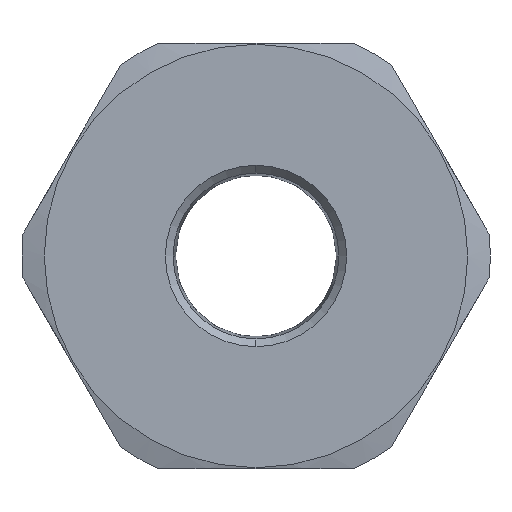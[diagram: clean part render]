
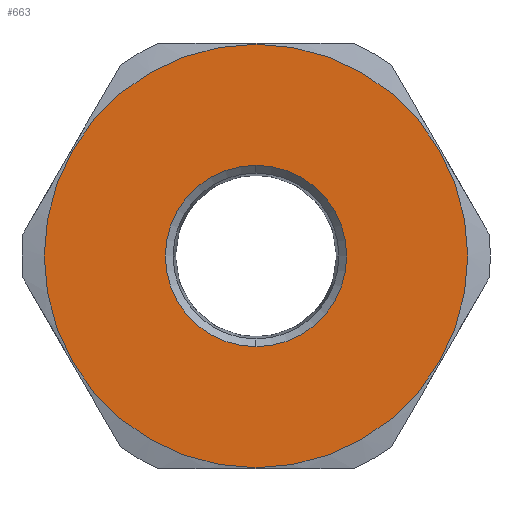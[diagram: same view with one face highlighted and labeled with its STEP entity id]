
A CAD part, left-side view. The second image highlights one B-rep face of the part: STEP entity #663.
In plain terms, the highlighted planar face has unit normal (-1, 0, 0).
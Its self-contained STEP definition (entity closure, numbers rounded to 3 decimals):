
#17 = CARTESIAN_POINT ( 'NONE',  ( 0., 0., 49.15 ) ) ;
#99 = DIRECTION ( 'NONE',  ( 1., 0., 0. ) ) ;
#129 = DIRECTION ( 'NONE',  ( 0., 0., -1. ) ) ;
#141 = AXIS2_PLACEMENT_3D ( 'NONE', #633, #551, #1056 ) ;
#167 = DIRECTION ( 'NONE',  ( -1., 0., 0. ) ) ;
#173 = DIRECTION ( 'NONE',  ( 0., 0., -1. ) ) ;
#176 = EDGE_LOOP ( 'NONE', ( #231, #915 ) ) ;
#179 = DIRECTION ( 'NONE',  ( 1., 0., 0. ) ) ;
#196 = ORIENTED_EDGE ( 'NONE', *, *, #223, .T. ) ;
#223 = EDGE_CURVE ( 'NONE', #538, #900, #623, .T. ) ;
#231 = ORIENTED_EDGE ( 'NONE', *, *, #755, .T. ) ;
#263 = CIRCLE ( 'NONE', #895, 49.15 ) ;
#346 = CARTESIAN_POINT ( 'NONE',  ( 0., 0., 0. ) ) ;
#382 = FACE_BOUND ( 'NONE', #176, .T. ) ;
#433 = CARTESIAN_POINT ( 'NONE',  ( 0., 0., 0. ) ) ;
#439 = AXIS2_PLACEMENT_3D ( 'NONE', #662, #1078, #129 ) ;
#518 = EDGE_CURVE ( 'NONE', #900, #538, #263, .T. ) ;
#521 = CIRCLE ( 'NONE', #439, 21.055 ) ;
#538 = VERTEX_POINT ( 'NONE', #863 ) ;
#551 = DIRECTION ( 'NONE',  ( -1., 0., 0. ) ) ;
#592 = EDGE_CURVE ( 'NONE', #898, #847, #1008, .T. ) ;
#623 = CIRCLE ( 'NONE', #141, 49.15 ) ;
#633 = CARTESIAN_POINT ( 'NONE',  ( 0., 0., 0. ) ) ;
#662 = CARTESIAN_POINT ( 'NONE',  ( 0., 0., 0. ) ) ;
#663 = ADVANCED_FACE ( 'NONE', ( #382, #1106 ), #789, .F. ) ;
#681 = CARTESIAN_POINT ( 'NONE',  ( 0., 0., 21.055 ) ) ;
#709 = EDGE_LOOP ( 'NONE', ( #196, #911 ) ) ;
#755 = EDGE_CURVE ( 'NONE', #847, #898, #521, .T. ) ;
#784 = CARTESIAN_POINT ( 'NONE',  ( 0., 0., -21.055 ) ) ;
#789 = PLANE ( 'NONE',  #1042 ) ;
#847 = VERTEX_POINT ( 'NONE', #681 ) ;
#863 = CARTESIAN_POINT ( 'NONE',  ( 0., 0., -49.15 ) ) ;
#895 = AXIS2_PLACEMENT_3D ( 'NONE', #346, #167, #1027 ) ;
#898 = VERTEX_POINT ( 'NONE', #784 ) ;
#900 = VERTEX_POINT ( 'NONE', #17 ) ;
#911 = ORIENTED_EDGE ( 'NONE', *, *, #518, .T. ) ;
#915 = ORIENTED_EDGE ( 'NONE', *, *, #592, .T. ) ;
#959 = DIRECTION ( 'NONE',  ( 0., 0., -1. ) ) ;
#1008 = CIRCLE ( 'NONE', #1038, 21.055 ) ;
#1027 = DIRECTION ( 'NONE',  ( 0., 0., 1. ) ) ;
#1038 = AXIS2_PLACEMENT_3D ( 'NONE', #1040, #179, #173 ) ;
#1040 = CARTESIAN_POINT ( 'NONE',  ( 0., 0., 0. ) ) ;
#1042 = AXIS2_PLACEMENT_3D ( 'NONE', #433, #99, #959 ) ;
#1056 = DIRECTION ( 'NONE',  ( 0., 0., 1. ) ) ;
#1078 = DIRECTION ( 'NONE',  ( 1., 0., 0. ) ) ;
#1106 = FACE_OUTER_BOUND ( 'NONE', #709, .T. ) ;
